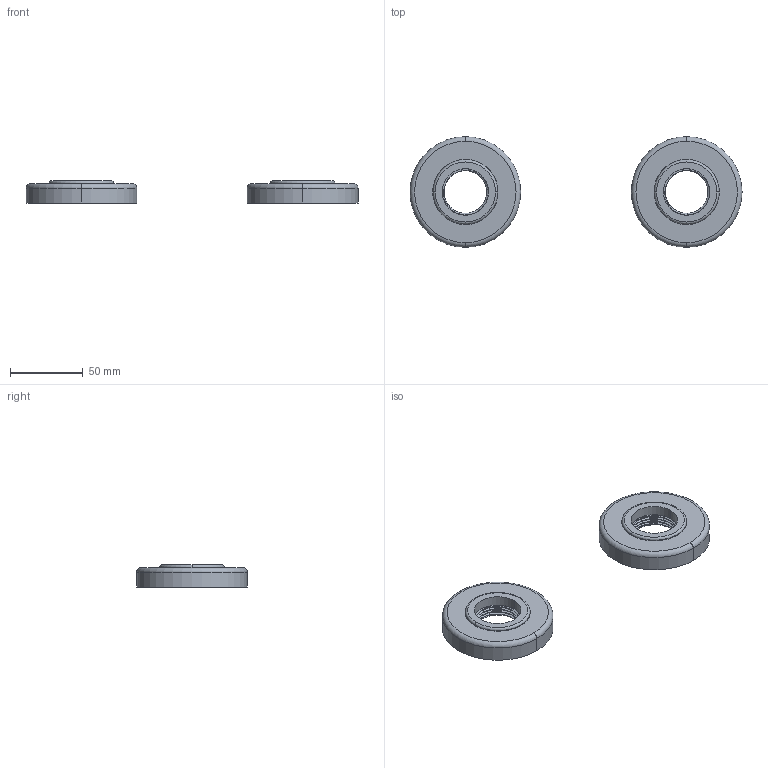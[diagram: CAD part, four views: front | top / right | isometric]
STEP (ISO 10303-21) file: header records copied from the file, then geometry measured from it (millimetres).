
FILE_DESCRIPTION((''),'2;1');
FILE_NAME('2480-2400_ASM','2022-11-04T09:38:01',('rsmith'),(''),'CREO PARAMETRIC BY PTC INC, 2019352','CREO PARAMETRIC BY PTC INC, 2019352','');
FILE_SCHEMA(('CONFIG_CONTROL_DESIGN'));
Length unit declared in the file: inch
Products named in the file (3): 1995; 4672; 2480-2400_ASM
Assembly tree (4 placements, depth 2):
  2480-2400_ASM
    1995  x2
    4672  x2
Bounding box: 228.6 x 76.2 x 15.24 mm (x, y, z)
Volume: 60942.9 mm3; surface area: 62187.6 mm2
Topology: 4 solids, 14 shells, 306 faces, 846 edges, 554 vertices
Faces by surface type: cylinder 124, bspline 90, plane 32, torus 32, cone 28
Entity records: 11301 total; most frequent: CARTESIAN_POINT 7727, ORIENTED_EDGE 814, DIRECTION 567, EDGE_CURVE 423, VERTEX_POINT 277, AXIS2_PLACEMENT_3D 248, B_SPLINE_CURVE_WITH_KNOTS 223, EDGE_LOOP 169
